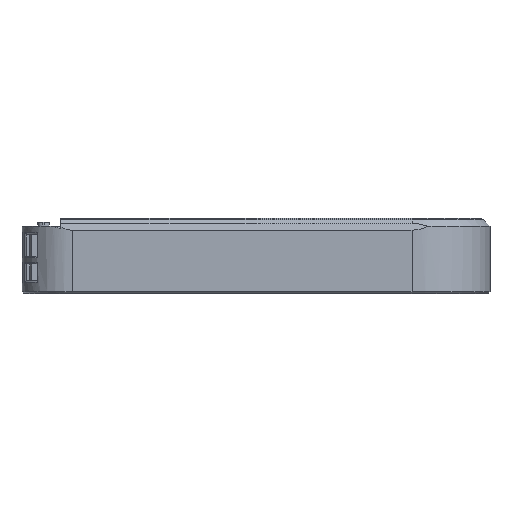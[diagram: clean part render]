
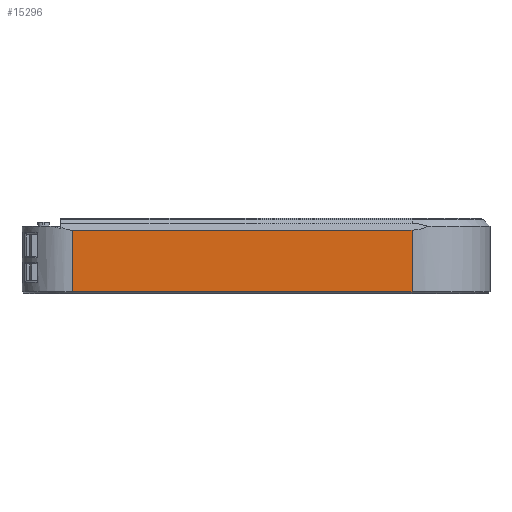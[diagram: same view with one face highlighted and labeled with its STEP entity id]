
A CAD part, left-side view. The second image highlights one B-rep face of the part: STEP entity #15296.
In plain terms, the highlighted planar face has unit normal (-1, 0, 0).
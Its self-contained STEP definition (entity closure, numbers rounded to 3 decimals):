
#709=PLANE('',#16273);
#1398=FACE_OUTER_BOUND('',#2235,.T.);
#2235=EDGE_LOOP('',(#13759,#13760,#13761,#13762));
#3980=LINE('',#24083,#5906);
#4166=LINE('',#24606,#6092);
#4176=LINE('',#24630,#6102);
#4177=LINE('',#24631,#6103);
#5906=VECTOR('',#19215,10.);
#6092=VECTOR('',#19773,10.);
#6102=VECTOR('',#19803,10.);
#6103=VECTOR('',#19804,10.);
#7801=VERTEX_POINT('',#24080);
#7802=VERTEX_POINT('',#24082);
#7843=VERTEX_POINT('',#24604);
#7847=VERTEX_POINT('',#24629);
#9696=EDGE_CURVE('',#7801,#7802,#3980,.T.);
#9928=EDGE_CURVE('',#7843,#7801,#4166,.T.);
#9940=EDGE_CURVE('',#7847,#7843,#4176,.T.);
#9941=EDGE_CURVE('',#7802,#7847,#4177,.T.);
#13759=ORIENTED_EDGE('',*,*,#9928,.F.);
#13760=ORIENTED_EDGE('',*,*,#9940,.F.);
#13761=ORIENTED_EDGE('',*,*,#9941,.F.);
#13762=ORIENTED_EDGE('',*,*,#9696,.F.);
#15296=ADVANCED_FACE('',(#1398),#709,.T.);
#16273=AXIS2_PLACEMENT_3D('',#24628,#19801,#19802);
#19215=DIRECTION('',(0.,0.,1.));
#19773=DIRECTION('',(0.,1.,0.));
#19801=DIRECTION('center_axis',(-1.,0.,0.));
#19802=DIRECTION('ref_axis',(0.,1.,0.));
#19803=DIRECTION('',(0.,0.,-1.));
#19804=DIRECTION('',(0.,-1.,0.));
#24080=CARTESIAN_POINT('',(-64.,57.,-1.55));
#24082=CARTESIAN_POINT('',(-64.,57.,14.3));
#24083=CARTESIAN_POINT('',(-64.,57.,0.));
#24604=CARTESIAN_POINT('',(-64.,-30.,-1.55));
#24606=CARTESIAN_POINT('',(-64.,-15.,-1.55));
#24628=CARTESIAN_POINT('Origin',(-64.,-30.,0.));
#24629=CARTESIAN_POINT('',(-64.,-30.,14.3));
#24630=CARTESIAN_POINT('',(-64.,-30.,0.));
#24631=CARTESIAN_POINT('',(-64.,-22.5,14.3));
